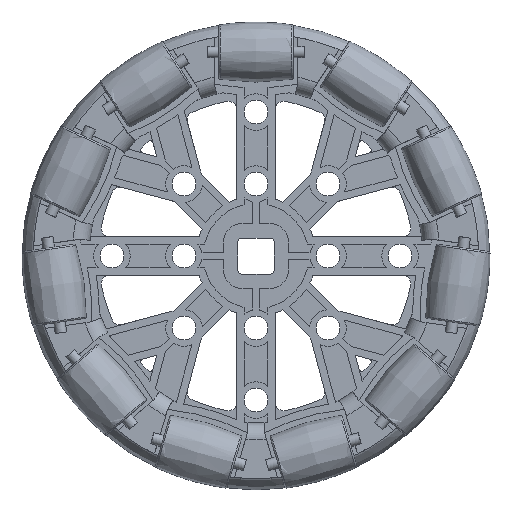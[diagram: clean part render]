
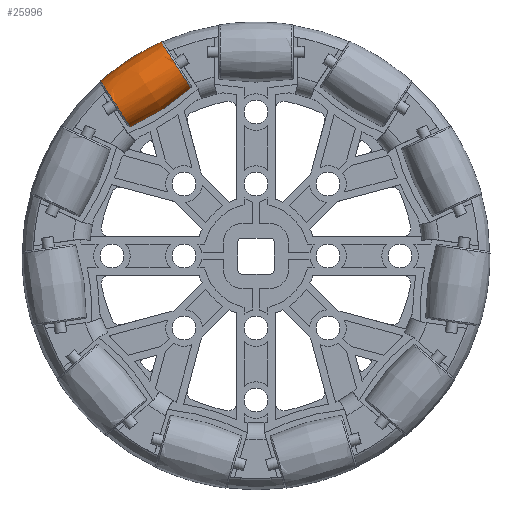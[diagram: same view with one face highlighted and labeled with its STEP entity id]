
A CAD part, front view. The second image highlights one B-rep face of the part: STEP entity #25996.
In plain terms, the highlighted free-form (B-spline) face has degree [2, 2] with [3, 9] control points.
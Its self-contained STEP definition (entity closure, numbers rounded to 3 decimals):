
#279=(
BOUNDED_SURFACE()
B_SPLINE_SURFACE(2,2,((#43739,#43740,#43741,#43742,#43743,#43744,#43745,
#43746,#43747),(#43748,#43749,#43750,#43751,#43752,#43753,#43754,#43755,
#43756),(#43757,#43758,#43759,#43760,#43761,#43762,#43763,#43764,#43765)),
 .UNSPECIFIED.,.F.,.T.,.F.)
B_SPLINE_SURFACE_WITH_KNOTS((3,3),(3,2,2,2,3),(-0.154,0.154),
(-3.142,-1.571,0.,1.571,3.142),
 .UNSPECIFIED.)
GEOMETRIC_REPRESENTATION_ITEM()
RATIONAL_B_SPLINE_SURFACE(((1.,0.707,1.,0.707,1.,
0.707,1.,0.707,1.),(0.988,0.699,
0.988,0.699,0.988,0.699,
0.988,0.699,0.988),(1.,0.707,
1.,0.707,1.,0.707,1.,0.707,1.)))
REPRESENTATION_ITEM('')
SURFACE()
);
#2613=FACE_OUTER_BOUND('',#3967,.T.);
#3967=EDGE_LOOP('',(#24303,#24304,#24305,#24306,#24307));
#10430=CIRCLE('',#28346,4.809);
#10431=CIRCLE('',#28347,4.809);
#10434=CIRCLE('',#28351,4.809);
#10437=CIRCLE('',#28354,41.275);
#12892=VERTEX_POINT('',#43726);
#12893=VERTEX_POINT('',#43727);
#12895=VERTEX_POINT('',#43734);
#16694=EDGE_CURVE('',#12892,#12893,#10430,.T.);
#16695=EDGE_CURVE('',#12893,#12892,#10431,.T.);
#16698=EDGE_CURVE('',#12895,#12895,#10434,.T.);
#16701=EDGE_CURVE('',#12892,#12895,#10437,.T.);
#24303=ORIENTED_EDGE('',*,*,#16694,.T.);
#24304=ORIENTED_EDGE('',*,*,#16695,.T.);
#24305=ORIENTED_EDGE('',*,*,#16701,.T.);
#24306=ORIENTED_EDGE('',*,*,#16698,.T.);
#24307=ORIENTED_EDGE('',*,*,#16701,.F.);
#25996=ADVANCED_FACE('',(#2613),#279,.F.);
#28346=AXIS2_PLACEMENT_3D('',#43728,#35793,#35794);
#28347=AXIS2_PLACEMENT_3D('',#43729,#35795,#35796);
#28351=AXIS2_PLACEMENT_3D('',#43735,#35803,#35804);
#28354=AXIS2_PLACEMENT_3D('',#43766,#35809,#35810);
#35793=DIRECTION('center_axis',(1.,0.,0.));
#35794=DIRECTION('ref_axis',(0.,0.,-1.));
#35795=DIRECTION('center_axis',(1.,0.,0.));
#35796=DIRECTION('ref_axis',(0.,0.,-1.));
#35803=DIRECTION('center_axis',(-1.,0.,0.));
#35804=DIRECTION('ref_axis',(0.,0.,1.));
#35809=DIRECTION('center_axis',(0.,-1.,0.));
#35810=DIRECTION('ref_axis',(0.,0.,-1.));
#43726=CARTESIAN_POINT('',(-6.346,0.,-4.809));
#43727=CARTESIAN_POINT('',(-6.346,0.,4.809));
#43728=CARTESIAN_POINT('Origin',(-6.346,0.,0.));
#43729=CARTESIAN_POINT('Origin',(-6.346,0.,0.));
#43734=CARTESIAN_POINT('',(6.346,0.,-4.809));
#43735=CARTESIAN_POINT('Origin',(6.346,0.,0.));
#43739=CARTESIAN_POINT('Ctrl Pts',(6.346,0.,-4.809));
#43740=CARTESIAN_POINT('Ctrl Pts',(6.346,-4.809,-4.809));
#43741=CARTESIAN_POINT('Ctrl Pts',(6.346,-4.809,0.));
#43742=CARTESIAN_POINT('Ctrl Pts',(6.346,-4.809,4.809));
#43743=CARTESIAN_POINT('Ctrl Pts',(6.346,0.,4.809));
#43744=CARTESIAN_POINT('Ctrl Pts',(6.346,4.809,4.809));
#43745=CARTESIAN_POINT('Ctrl Pts',(6.346,4.809,0.));
#43746=CARTESIAN_POINT('Ctrl Pts',(6.346,4.809,-4.809));
#43747=CARTESIAN_POINT('Ctrl Pts',(6.346,0.,-4.809));
#43748=CARTESIAN_POINT('Ctrl Pts',(0.,0.,-5.797));
#43749=CARTESIAN_POINT('Ctrl Pts',(0.,-5.797,
-5.797));
#43750=CARTESIAN_POINT('Ctrl Pts',(0.,-5.797,
0.));
#43751=CARTESIAN_POINT('Ctrl Pts',(0.,-5.797,
5.797));
#43752=CARTESIAN_POINT('Ctrl Pts',(0.,0.,5.797));
#43753=CARTESIAN_POINT('Ctrl Pts',(0.,5.797,
5.797));
#43754=CARTESIAN_POINT('Ctrl Pts',(0.,5.797,
0.));
#43755=CARTESIAN_POINT('Ctrl Pts',(0.,5.797,
-5.797));
#43756=CARTESIAN_POINT('Ctrl Pts',(0.,0.,-5.797));
#43757=CARTESIAN_POINT('Ctrl Pts',(-6.346,0.,-4.809));
#43758=CARTESIAN_POINT('Ctrl Pts',(-6.346,-4.809,
-4.809));
#43759=CARTESIAN_POINT('Ctrl Pts',(-6.346,-4.809,
0.));
#43760=CARTESIAN_POINT('Ctrl Pts',(-6.346,-4.809,
4.809));
#43761=CARTESIAN_POINT('Ctrl Pts',(-6.346,0.,4.809));
#43762=CARTESIAN_POINT('Ctrl Pts',(-6.346,4.809,4.809));
#43763=CARTESIAN_POINT('Ctrl Pts',(-6.346,4.809,0.));
#43764=CARTESIAN_POINT('Ctrl Pts',(-6.346,4.809,-4.809));
#43765=CARTESIAN_POINT('Ctrl Pts',(-6.346,0.,-4.809));
#43766=CARTESIAN_POINT('Origin',(0.,0.,
35.975));
